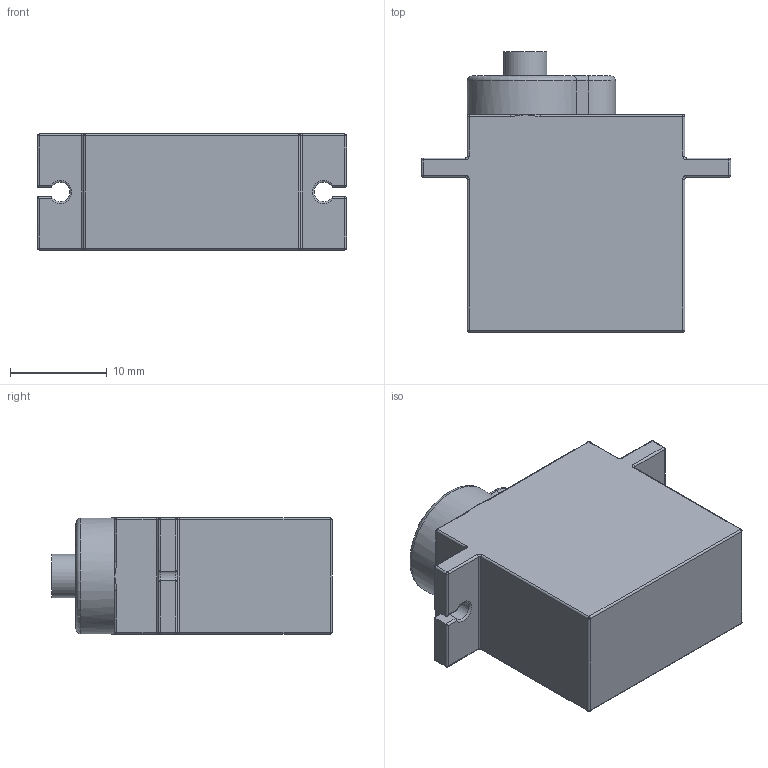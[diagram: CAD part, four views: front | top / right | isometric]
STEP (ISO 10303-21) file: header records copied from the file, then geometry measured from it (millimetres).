
FILE_DESCRIPTION(/* description */ (''),/* implementation_level */ '2;1');
FILE_NAME(/* name */ 'sg90 Servo.step',/* time_stamp */ '2018-11-08T23:29:21-05:00',/* author */ ('will.donaldson22'),/* organization */ (''),/* preprocessor_version */ 'ST-DEVELOPER v17.2',/* originating_system */ 'Autodesk Translation Framework v7.6.0.251',/* authorisation */ '');
FILE_SCHEMA (('AUTOMOTIVE_DESIGN { 1 0 10303 214 3 1 1 }'));
Length unit declared in the file: millimetre
Products named in the file (1): sg90 Servo
Bounding box: 32 x 29 x 12 mm (x, y, z)
Volume: 6831.1 mm3; surface area: 2558 mm2
Topology: 1 solids, 1 shells, 128 faces, 301 edges, 151 vertices
Faces by surface type: cylinder 61, plane 27, sphere 20, torus 14, bspline 6
Full cylindrical faces by diameter (mm): 1.5 x1, 4.5 x1
Entity records: 3924 total; most frequent: CARTESIAN_POINT 973, DIRECTION 628, ORIENTED_EDGE 550, EDGE_CURVE 275, AXIS2_PLACEMENT_3D 252, VERTEX_POINT 151, EDGE_LOOP 130, STYLED_ITEM 129
